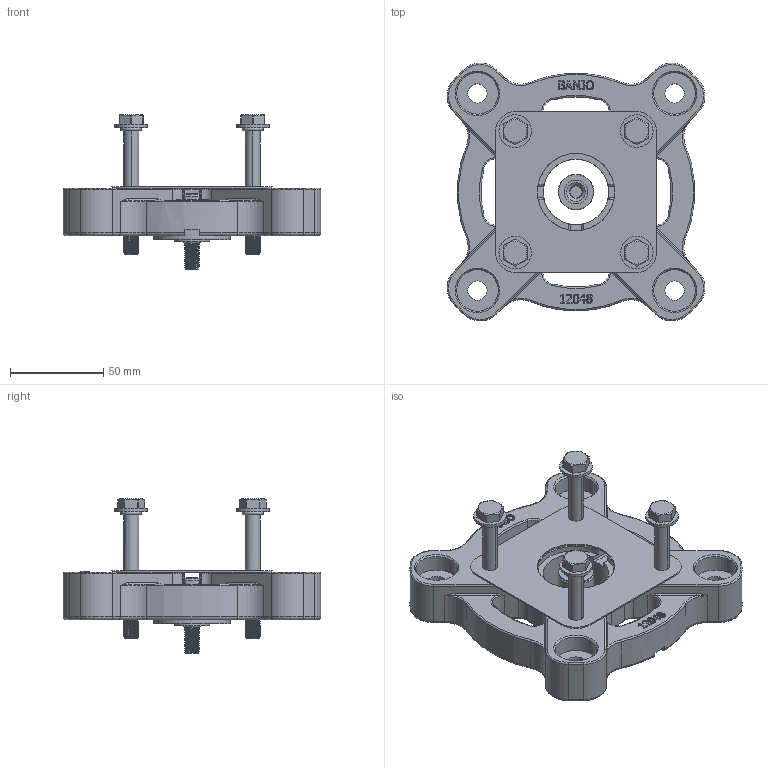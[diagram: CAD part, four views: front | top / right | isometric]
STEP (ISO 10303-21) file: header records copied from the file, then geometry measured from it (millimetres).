
FILE_DESCRIPTION(/* description */ ('POLY PUMP ENGINE SPACER KIT'),/* implementation_level */ '2;1');
FILE_NAME(/* name */ '12758.stp',/* time_stamp */ '2020-06-09T14:20:08-04:00',/* author */ ('MJC'),/* organization */ (''),/* preprocessor_version */ 'ST-DEVELOPER v17.2',/* originating_system */ 'Autodesk Inventor 2019',/* authorisation */ '');
FILE_SCHEMA (('AUTOMOTIVE_DESIGN { 1 0 10303 214 3 1 1 }'));
Length unit declared in the file: inch
Products named in the file (8): 12758; 12048; 15751; 12051; 15752; 12748SS; 12901; 12717V
Assembly tree (16 placements, depth 2):
  12758
    12048
    15751
    12051
    15752
    12748SS  x4
    12901  x4
    12717V  x4
Bounding box: 138.03 x 138.03 x 82.69 mm (x, y, z)
Volume: 292738.8 mm3; surface area: 84969.5 mm2
Topology: 16 solids, 16 shells, 1344 faces, 3065 edges, 1753 vertices
Faces by surface type: cylinder 530, cone 386, plane 199, torus 127, bspline 96, sphere 6
Full cylindrical faces by diameter (mm): 6.678 x11, 6.782 x1, 7.938 x1, 7.95 x4, 8.204 x4, 8.731 x4, 10.319 x4, 12.7 x1, 17.475 x4, 18.669 x1, 21.59 x4, 22.225 x4, 35.052 x1, 38.354 x1, 41.021 x1, 41.402 x1
Entity records: 26852 total; most frequent: CARTESIAN_POINT 9772, ORIENTED_EDGE 3532, DIRECTION 3417, EDGE_CURVE 1766, AXIS2_PLACEMENT_3D 1328, VERTEX_POINT 1065, EDGE_LOOP 809, LINE 761
